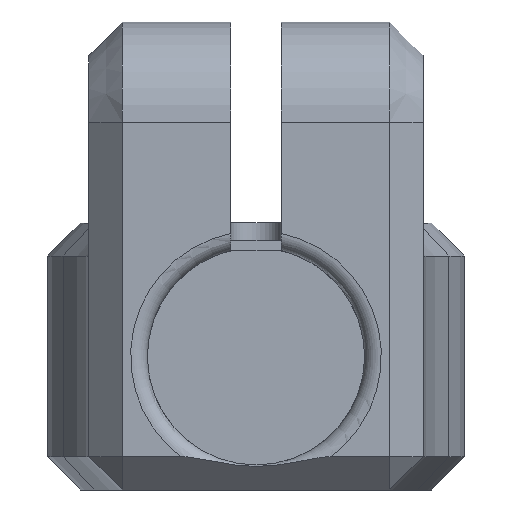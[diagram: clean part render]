
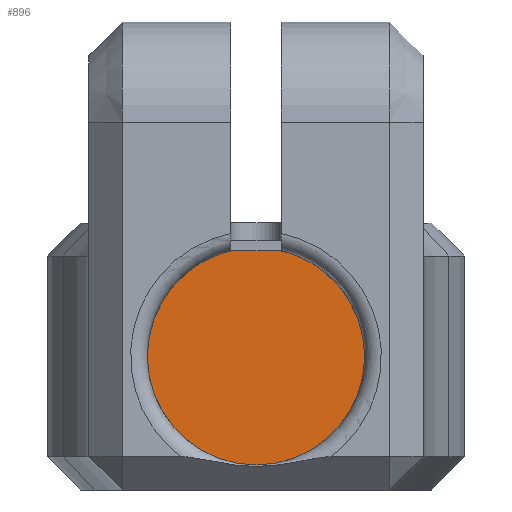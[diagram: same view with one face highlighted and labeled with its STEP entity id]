
A CAD part, left-side view. The second image highlights one B-rep face of the part: STEP entity #896.
In plain terms, the highlighted planar face has unit normal (-1, 0, 0).
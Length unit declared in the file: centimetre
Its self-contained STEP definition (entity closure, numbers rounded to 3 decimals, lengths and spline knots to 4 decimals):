
#152=CIRCLE('',#937,0.325);
#213=VERTEX_POINT('',#1551);
#434=EDGE_CURVE('',#213,#213,#152,.T.);
#709=ORIENTED_EDGE('',*,*,#434,.T.);
#784=EDGE_LOOP('',(#709));
#844=FACE_BOUND('',#784,.T.);
#896=ADVANCED_FACE('',(#844),#1695,.T.);
#937=AXIS2_PLACEMENT_3D('',#1550,#1075,#1076);
#982=AXIS2_PLACEMENT_3D('',#1664,#1189,$);
#1075=DIRECTION('',(-1.,0.,0.));
#1076=DIRECTION('',(0.,0.,0.325));
#1189=DIRECTION('',(-1.,0.,0.));
#1550=CARTESIAN_POINT('',(-0.6,0.,0.4));
#1551=CARTESIAN_POINT('',(-0.6,0.,0.725));
#1664=CARTESIAN_POINT('',(-0.6,0.,0.4));
#1695=PLANE('',#982);
